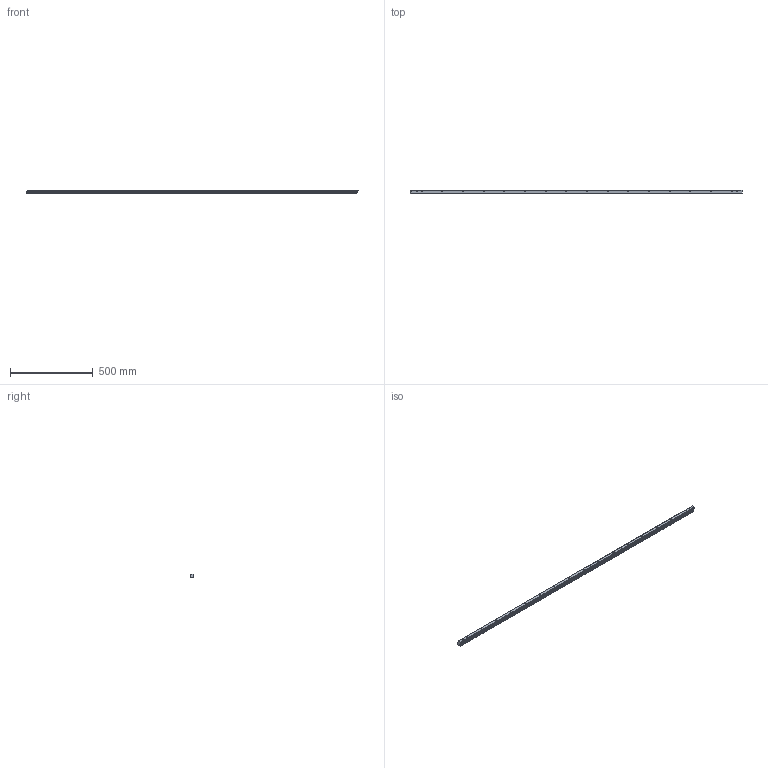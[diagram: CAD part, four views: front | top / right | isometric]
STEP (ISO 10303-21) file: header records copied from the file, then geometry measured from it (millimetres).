
FILE_DESCRIPTION(/* description */ ('Alibre Inc.'),/* implementation_level */ '2;1');
FILE_NAME(/* name */ 'export-20AF9828-4EA6-4B12-986A-F00451C3DEDA',/* time_stamp */ '2021-04-22T18:36:14+02:00',/* author */ (''),/* organization */ (''),/* preprocessor_version */ 'ST-DEVELOPER v17',/* originating_system */ 'Alibre',/* authorisation */ '');
FILE_SCHEMA (('AUTOMOTIVE_DESIGN'));
Length unit declared in the file: millimetre
Products named in the file (1): 1HR26R020200H
Bounding box: 2008.52 x 24 x 24 mm (x, y, z)
Volume: 1023883.2 mm3; surface area: 239285.8 mm2
Topology: 1 solids, 1 shells, 1857 faces, 5551 edges, 3712 vertices
Faces by surface type: plane 1223, bspline 600, cylinder 34
Full cylindrical faces by diameter (mm): 5.7 x2, 7 x16, 11 x16
Entity records: 61773 total; most frequent: CARTESIAN_POINT 14086, ORIENTED_EDGE 11102, DIRECTION 8076, EDGE_CURVE 5551, VECTOR 4249, LINE 4249, VERTEX_POINT 3712, AXIS2_PLACEMENT_3D 2525
